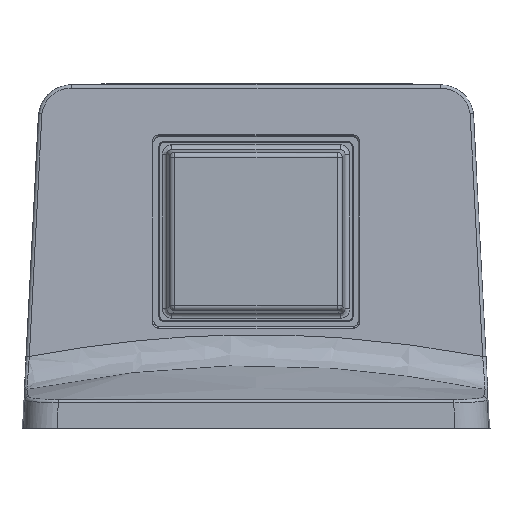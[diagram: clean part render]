
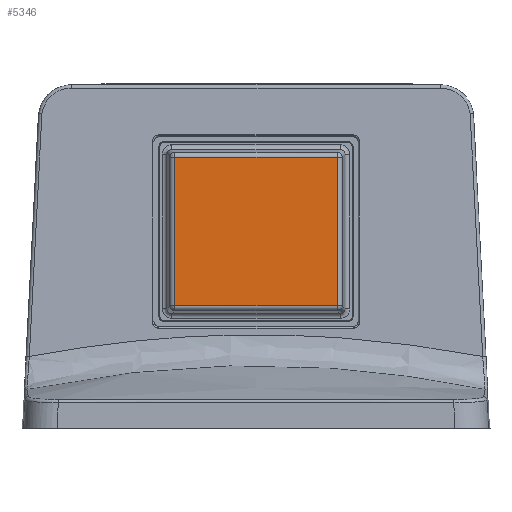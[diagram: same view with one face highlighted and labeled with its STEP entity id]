
A CAD part, front view. The second image highlights one B-rep face of the part: STEP entity #5346.
In plain terms, the highlighted face is planar.
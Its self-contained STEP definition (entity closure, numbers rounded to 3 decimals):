
#368 = VERTEX_POINT ( 'NONE', #10877 ) ;
#731 = LINE ( 'NONE', #9532, #10702 ) ;
#993 = EDGE_CURVE ( 'NONE', #7304, #11496, #731, .T. ) ;
#1368 = AXIS2_PLACEMENT_3D ( 'NONE', #2913, #3807, #6804 ) ;
#1543 = PLANE ( 'NONE',  #1368 ) ;
#2268 = CARTESIAN_POINT ( 'NONE',  ( 873.976, -78.257, -6.392 ) ) ;
#2522 = CARTESIAN_POINT ( 'NONE',  ( 875.235, -78.257, -6.392 ) ) ;
#2913 = CARTESIAN_POINT ( 'NONE',  ( 0., 0., -6.392 ) ) ;
#2974 = FACE_OUTER_BOUND ( 'NONE', #7424, .T. ) ;
#3072 = VECTOR ( 'NONE', #6359, 1000. ) ;
#3253 = CARTESIAN_POINT ( 'NONE',  ( 825.162, -79.516, -6.392 ) ) ;
#3807 = DIRECTION ( 'NONE',  ( 0., 0., -1. ) ) ;
#4228 = CARTESIAN_POINT ( 'NONE',  ( 825.162, -78.257, -6.392 ) ) ;
#4708 = VECTOR ( 'NONE', #5377, 1000. ) ;
#5346 = ADVANCED_FACE ( 'NONE', ( #2974 ), #1543, .T. ) ;
#5377 = DIRECTION ( 'NONE',  ( 0., -1., 0. ) ) ;
#6359 = DIRECTION ( 'NONE',  ( 1., 0., 0. ) ) ;
#6804 = DIRECTION ( 'NONE',  ( 0., 1., 0. ) ) ;
#7012 = CARTESIAN_POINT ( 'NONE',  ( 873.976, -33.743, -6.392 ) ) ;
#7304 = VERTEX_POINT ( 'NONE', #2268 ) ;
#7345 = EDGE_CURVE ( 'NONE', #9171, #7304, #8498, .T. ) ;
#7424 = EDGE_LOOP ( 'NONE', ( #11797, #8414, #9385, #11613 ) ) ;
#7496 = DIRECTION ( 'NONE',  ( 0., 1., 0. ) ) ;
#8305 = LINE ( 'NONE', #3253, #4708 ) ;
#8414 = ORIENTED_EDGE ( 'NONE', *, *, #9445, .F. ) ;
#8498 = LINE ( 'NONE', #2522, #3072 ) ;
#9022 = DIRECTION ( 'NONE',  ( -1., 0., 0. ) ) ;
#9171 = VERTEX_POINT ( 'NONE', #4228 ) ;
#9385 = ORIENTED_EDGE ( 'NONE', *, *, #993, .F. ) ;
#9445 = EDGE_CURVE ( 'NONE', #11496, #368, #11620, .T. ) ;
#9532 = CARTESIAN_POINT ( 'NONE',  ( 873.976, 0., -6.392 ) ) ;
#10702 = VECTOR ( 'NONE', #7496, 1000. ) ;
#10832 = CARTESIAN_POINT ( 'NONE',  ( 0., -33.743, -6.392 ) ) ;
#10877 = CARTESIAN_POINT ( 'NONE',  ( 825.162, -33.743, -6.392 ) ) ;
#11496 = VERTEX_POINT ( 'NONE', #7012 ) ;
#11547 = VECTOR ( 'NONE', #9022, 1000. ) ;
#11613 = ORIENTED_EDGE ( 'NONE', *, *, #7345, .F. ) ;
#11620 = LINE ( 'NONE', #10832, #11547 ) ;
#11797 = ORIENTED_EDGE ( 'NONE', *, *, #12755, .F. ) ;
#12755 = EDGE_CURVE ( 'NONE', #368, #9171, #8305, .T. ) ;
